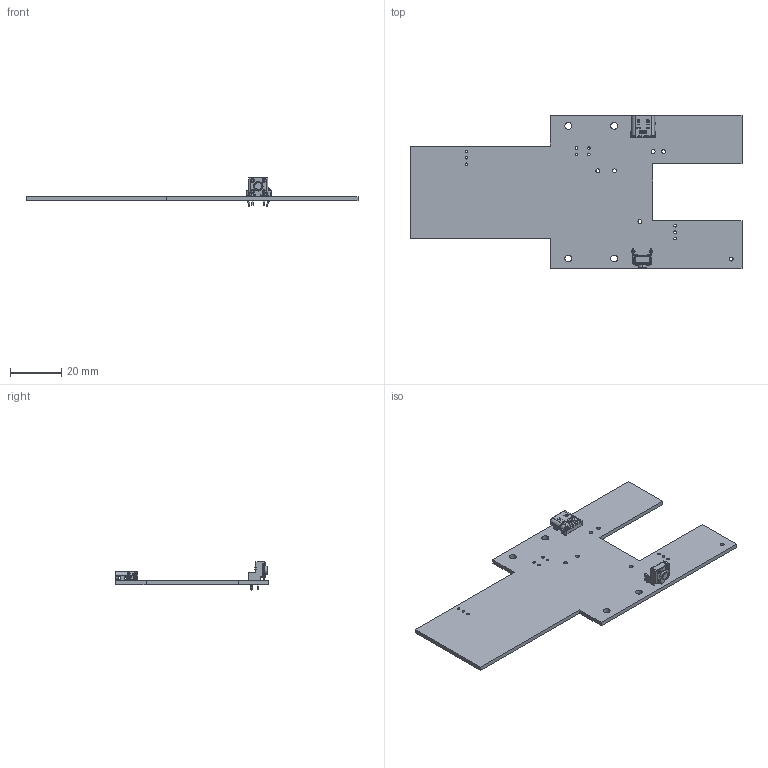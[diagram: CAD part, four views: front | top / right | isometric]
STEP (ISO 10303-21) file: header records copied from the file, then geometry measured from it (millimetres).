
FILE_DESCRIPTION(('KiCad electronic assembly'),'2;1');
FILE_NAME('SHERPENT20250113.step','2025-01-31T09:09:01',('Pcbnew'),( 'Kicad'),'Open CASCADE STEP processor 7.6','KiCad to STEP converter' ,'Unknown');
FILE_SCHEMA(('AUTOMOTIVE_DESIGN { 1 0 10303 214 1 1 1 1 }'));
Length unit declared in the file: millimetre
Products named in the file (6): SHERPENT20250113 1; 2137160001; CT1102V3.85F160; SHERPENT20250113_PCB
Assembly tree (5 placements, depth 3):
  SHERPENT20250113 1
    2137160001
      2137160001
    CT1102V3.85F160
      CT1102V3.85F160
    SHERPENT20250113_PCB
Bounding box: 130.18 x 60.33 x 10.98 mm (x, y, z)
Volume: 9406.5 mm3; surface area: 13347.4 mm2
Topology: 4 solids, 6 shells, 1214 faces, 3978 edges, 2849 vertices
Faces by surface type: plane 762, cylinder 376, torus 30, sphere 20, cone 14, bspline 8, revolution 4
Full cylindrical faces by diameter (mm): 0.4 x16, 1 x12, 1.3 x2, 1.5 x6, 2.7 x4
Entity records: 46984 total; most frequent: CARTESIAN_POINT 9596, ORIENTED_EDGE 7790, DIRECTION 7532, EDGE_CURVE 3895, VERTEX_POINT 2721, AXIS2_PLACEMENT_3D 2558, LINE 2412, VECTOR 2412
